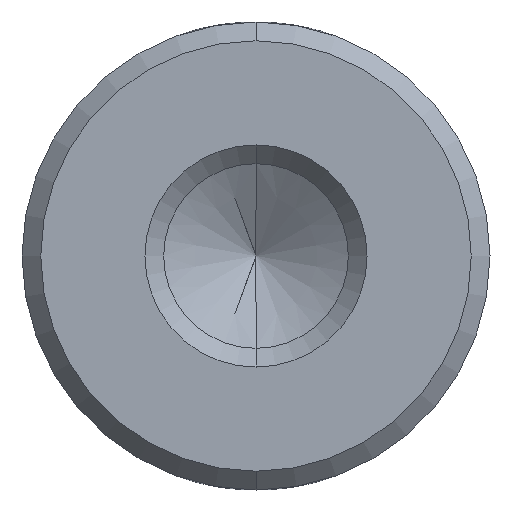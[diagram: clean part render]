
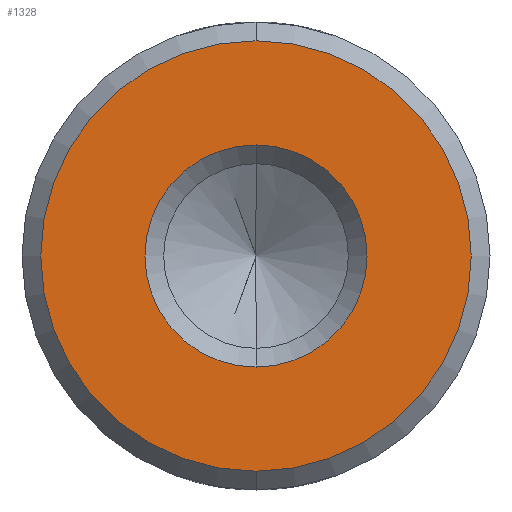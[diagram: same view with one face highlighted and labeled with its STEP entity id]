
A CAD part, front view. The second image highlights one B-rep face of the part: STEP entity #1328.
In plain terms, the highlighted planar face has unit normal (0, -1, 0).
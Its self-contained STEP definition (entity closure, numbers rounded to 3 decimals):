
#63 = DIRECTION ( 'NONE',  ( 0., 0., 1. ) ) ;
#73 = CARTESIAN_POINT ( 'NONE',  ( 0., 0., 0. ) ) ;
#158 = AXIS2_PLACEMENT_3D ( 'NONE', #2710, #1117, #2972 ) ;
#217 = CARTESIAN_POINT ( 'NONE',  ( 0., 0., -3.008 ) ) ;
#349 = AXIS2_PLACEMENT_3D ( 'NONE', #3226, #1640, #63 ) ;
#381 = EDGE_CURVE ( 'NONE', #1613, #2407, #3123, .T. ) ;
#410 = EDGE_CURVE ( 'NONE', #2407, #1613, #1641, .T. ) ;
#474 = CARTESIAN_POINT ( 'NONE',  ( 0., 0., 5.829 ) ) ;
#519 = EDGE_CURVE ( 'NONE', #1883, #741, #1570, .T. ) ;
#544 = ORIENTED_EDGE ( 'NONE', *, *, #381, .F. ) ;
#596 = DIRECTION ( 'NONE',  ( 0., 0., 1. ) ) ;
#741 = VERTEX_POINT ( 'NONE', #2296 ) ;
#826 = DIRECTION ( 'NONE',  ( 0., 1., 0. ) ) ;
#970 = CARTESIAN_POINT ( 'NONE',  ( 0., 0., -5.829 ) ) ;
#996 = EDGE_LOOP ( 'NONE', ( #3395, #2122 ) ) ;
#1097 = DIRECTION ( 'NONE',  ( 0., 0., 1. ) ) ;
#1117 = DIRECTION ( 'NONE',  ( 0., 1., 0. ) ) ;
#1127 = DIRECTION ( 'NONE',  ( 0., 1., 0. ) ) ;
#1325 = CARTESIAN_POINT ( 'NONE',  ( 0., 0., 0. ) ) ;
#1328 = ADVANCED_FACE ( 'NONE', ( #2533, #1834 ), #1376, .F. ) ;
#1376 = PLANE ( 'NONE',  #349 ) ;
#1402 = EDGE_CURVE ( 'NONE', #741, #1883, #1485, .T. ) ;
#1485 = CIRCLE ( 'NONE', #158, 3.008 ) ;
#1570 = CIRCLE ( 'NONE', #2301, 3.008 ) ;
#1591 = DIRECTION ( 'NONE',  ( 0., 0., 1. ) ) ;
#1607 = AXIS2_PLACEMENT_3D ( 'NONE', #73, #1127, #596 ) ;
#1613 = VERTEX_POINT ( 'NONE', #970 ) ;
#1640 = DIRECTION ( 'NONE',  ( 0., 1., 0. ) ) ;
#1641 = CIRCLE ( 'NONE', #1794, 5.829 ) ;
#1794 = AXIS2_PLACEMENT_3D ( 'NONE', #1909, #826, #1097 ) ;
#1834 = FACE_OUTER_BOUND ( 'NONE', #2195, .T. ) ;
#1883 = VERTEX_POINT ( 'NONE', #217 ) ;
#1909 = CARTESIAN_POINT ( 'NONE',  ( 0., 0., 0. ) ) ;
#2122 = ORIENTED_EDGE ( 'NONE', *, *, #1402, .T. ) ;
#2195 = EDGE_LOOP ( 'NONE', ( #2659, #544 ) ) ;
#2296 = CARTESIAN_POINT ( 'NONE',  ( 0., 0., 3.008 ) ) ;
#2301 = AXIS2_PLACEMENT_3D ( 'NONE', #1325, #3182, #1591 ) ;
#2407 = VERTEX_POINT ( 'NONE', #474 ) ;
#2533 = FACE_BOUND ( 'NONE', #996, .T. ) ;
#2659 = ORIENTED_EDGE ( 'NONE', *, *, #410, .F. ) ;
#2710 = CARTESIAN_POINT ( 'NONE',  ( 0., 0., 0. ) ) ;
#2972 = DIRECTION ( 'NONE',  ( 0., 0., 1. ) ) ;
#3123 = CIRCLE ( 'NONE', #1607, 5.829 ) ;
#3182 = DIRECTION ( 'NONE',  ( 0., 1., 0. ) ) ;
#3226 = CARTESIAN_POINT ( 'NONE',  ( 5.829, 0., 0. ) ) ;
#3395 = ORIENTED_EDGE ( 'NONE', *, *, #519, .T. ) ;
